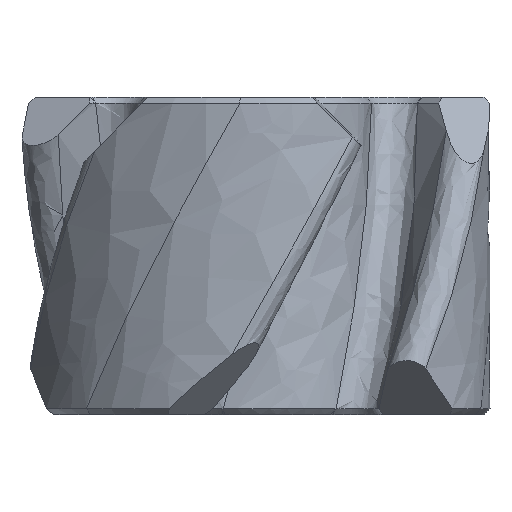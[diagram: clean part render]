
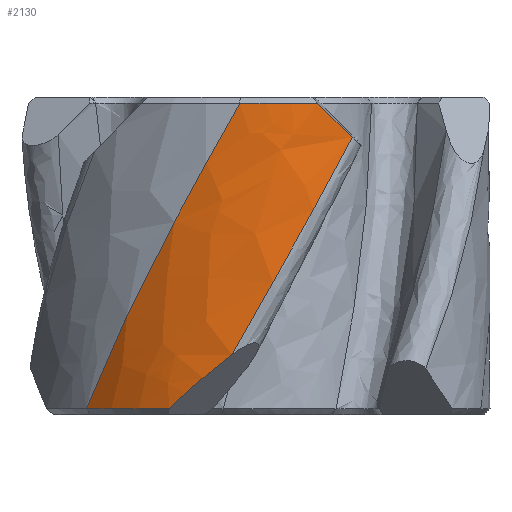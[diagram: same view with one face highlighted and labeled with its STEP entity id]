
A CAD part, front view. The second image highlights one B-rep face of the part: STEP entity #2130.
In plain terms, the highlighted free-form (B-spline) face has degree [3, 3] with [4, 5] control points.
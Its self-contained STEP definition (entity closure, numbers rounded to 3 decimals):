
#157=FACE_OUTER_BOUND('',#281,.T.);
#281=EDGE_LOOP('',(#1803,#1804,#1805,#1806,#1807,#1808));
#542=B_SPLINE_CURVE_WITH_KNOTS('',3,(#3170,#3171,#3172,#3173),
 .UNSPECIFIED.,.F.,.F.,(4,4),(-1.19,-0.523),
 .UNSPECIFIED.);
#547=B_SPLINE_CURVE_WITH_KNOTS('',3,(#3215,#3216,#3217,#3218,#3219),
 .UNSPECIFIED.,.F.,.F.,(4,1,4),(0.85,1.957,3.433),
 .UNSPECIFIED.);
#602=B_SPLINE_CURVE_WITH_KNOTS('',3,(#3850,#3851,#3852,#3853),
 .UNSPECIFIED.,.F.,.F.,(4,4),(0.282,1.133),
 .UNSPECIFIED.);
#615=B_SPLINE_CURVE_WITH_KNOTS('',3,(#4087,#4088,#4089,#4090),
 .UNSPECIFIED.,.F.,.F.,(4,4),(0.045,0.755),
 .UNSPECIFIED.);
#694=B_SPLINE_CURVE_WITH_KNOTS('',3,(#5635,#5636,#5637,#5638,#5639),
 .UNSPECIFIED.,.F.,.F.,(4,1,4),(1.306,2.326,3.146),
 .UNSPECIFIED.);
#695=B_SPLINE_CURVE_WITH_KNOTS('',3,(#5640,#5641,#5642,#5643),
 .UNSPECIFIED.,.F.,.F.,(4,4),(0.111,0.533),
 .UNSPECIFIED.);
#784=VERTEX_POINT('',#3141);
#785=VERTEX_POINT('',#3163);
#789=VERTEX_POINT('',#3210);
#849=VERTEX_POINT('',#3843);
#860=VERTEX_POINT('',#4066);
#913=VERTEX_POINT('',#5634);
#1019=EDGE_CURVE('',#784,#785,#542,.T.);
#1024=EDGE_CURVE('',#789,#784,#547,.T.);
#1101=EDGE_CURVE('',#849,#789,#602,.T.);
#1120=EDGE_CURVE('',#849,#860,#615,.F.);
#1230=EDGE_CURVE('',#860,#913,#694,.T.);
#1231=EDGE_CURVE('',#913,#785,#695,.F.);
#1803=ORIENTED_EDGE('',*,*,#1019,.F.);
#1804=ORIENTED_EDGE('',*,*,#1024,.F.);
#1805=ORIENTED_EDGE('',*,*,#1101,.F.);
#1806=ORIENTED_EDGE('',*,*,#1120,.T.);
#1807=ORIENTED_EDGE('',*,*,#1230,.T.);
#1808=ORIENTED_EDGE('',*,*,#1231,.T.);
#2023=B_SPLINE_SURFACE_WITH_KNOTS('',3,3,((#5614,#5615,#5616,#5617,#5618),
(#5619,#5620,#5621,#5622,#5623),(#5624,#5625,#5626,#5627,#5628),(#5629,
#5630,#5631,#5632,#5633)),.UNSPECIFIED.,.F.,.F.,.F.,(4,4),(4,1,4),(0.,0.574),
(0.85,2.326,3.433),.UNSPECIFIED.);
#2130=ADVANCED_FACE('',(#157),#2023,.T.);
#3141=CARTESIAN_POINT('',(-1.322,-19.806,34.333));
#3163=CARTESIAN_POINT('',(5.275,-19.136,34.333));
#3170=CARTESIAN_POINT('Ctrl Pts',(-1.322,-19.806,34.333));
#3171=CARTESIAN_POINT('Ctrl Pts',(0.897,-19.954,34.333));
#3172=CARTESIAN_POINT('Ctrl Pts',(3.131,-19.727,34.333));
#3173=CARTESIAN_POINT('Ctrl Pts',(5.275,-19.136,34.333));
#3210=CARTESIAN_POINT('',(-14.301,-13.766,8.5));
#3215=CARTESIAN_POINT('Ctrl Pts',(-14.301,-13.766,8.5));
#3216=CARTESIAN_POINT('Ctrl Pts',(-12.85,-15.274,12.19));
#3217=CARTESIAN_POINT('Ctrl Pts',(-8.904,-18.253,20.802));
#3218=CARTESIAN_POINT('Ctrl Pts',(-4.105,-19.62,29.413));
#3219=CARTESIAN_POINT('Ctrl Pts',(-1.322,-19.806,34.333));
#3843=CARTESIAN_POINT('',(-7.293,-18.462,8.5));
#3850=CARTESIAN_POINT('Ctrl Pts',(-7.293,-18.462,8.5));
#3851=CARTESIAN_POINT('Ctrl Pts',(-9.926,-17.422,8.5));
#3852=CARTESIAN_POINT('Ctrl Pts',(-12.333,-15.81,8.5));
#3853=CARTESIAN_POINT('Ctrl Pts',(-14.301,-13.766,8.5));
#4066=CARTESIAN_POINT('',(-1.991,-19.75,13.063));
#4087=CARTESIAN_POINT('Ctrl Pts',(-1.991,-19.75,13.063));
#4088=CARTESIAN_POINT('Ctrl Pts',(-3.873,-19.56,11.638));
#4089=CARTESIAN_POINT('Ctrl Pts',(-5.653,-19.11,10.094));
#4090=CARTESIAN_POINT('Ctrl Pts',(-7.293,-18.462,8.5));
#5614=CARTESIAN_POINT('Ctrl Pts',(-14.301,-13.766,8.5));
#5615=CARTESIAN_POINT('Ctrl Pts',(-12.366,-15.776,13.421));
#5616=CARTESIAN_POINT('Ctrl Pts',(-8.229,-18.567,22.032));
#5617=CARTESIAN_POINT('Ctrl Pts',(-3.409,-19.667,30.643));
#5618=CARTESIAN_POINT('Ctrl Pts',(-1.322,-19.806,34.333));
#5619=CARTESIAN_POINT('Ctrl Pts',(-11.668,-16.501,8.5));
#5620=CARTESIAN_POINT('Ctrl Pts',(-9.349,-18.141,13.421));
#5621=CARTESIAN_POINT('Ctrl Pts',(-4.679,-20.14,22.032));
#5622=CARTESIAN_POINT('Ctrl Pts',(0.351,-20.319,30.643));
#5623=CARTESIAN_POINT('Ctrl Pts',(2.465,-20.059,34.333));
#5624=CARTESIAN_POINT('Ctrl Pts',(-8.235,-18.456,8.5));
#5625=CARTESIAN_POINT('Ctrl Pts',(-5.641,-19.613,13.421));
#5626=CARTESIAN_POINT('Ctrl Pts',(-0.672,-20.666,
22.032));
#5627=CARTESIAN_POINT('Ctrl Pts',(4.297,-19.862,30.643));
#5628=CARTESIAN_POINT('Ctrl Pts',(6.32,-19.196,34.333));
#5629=CARTESIAN_POINT('Ctrl Pts',(-4.54,-19.324,8.5));
#5630=CARTESIAN_POINT('Ctrl Pts',(-1.825,-19.962,13.421));
#5631=CARTESIAN_POINT('Ctrl Pts',(3.164,-20.061,22.032));
#5632=CARTESIAN_POINT('Ctrl Pts',(7.81,-18.369,30.643));
#5633=CARTESIAN_POINT('Ctrl Pts',(9.639,-17.353,34.333));
#5634=CARTESIAN_POINT('',(8.186,-18.083,31.465));
#5635=CARTESIAN_POINT('Ctrl Pts',(-1.991,-19.749,13.063));
#5636=CARTESIAN_POINT('Ctrl Pts',(-0.073,-19.941,
16.462));
#5637=CARTESIAN_POINT('Ctrl Pts',(3.438,-19.786,22.596));
#5638=CARTESIAN_POINT('Ctrl Pts',(6.774,-18.722,28.73));
#5639=CARTESIAN_POINT('Ctrl Pts',(8.186,-18.083,31.465));
#5640=CARTESIAN_POINT('Ctrl Pts',(5.275,-19.136,34.333));
#5641=CARTESIAN_POINT('Ctrl Pts',(6.258,-18.865,33.362));
#5642=CARTESIAN_POINT('Ctrl Pts',(7.232,-18.516,32.402));
#5643=CARTESIAN_POINT('Ctrl Pts',(8.186,-18.083,31.465));
